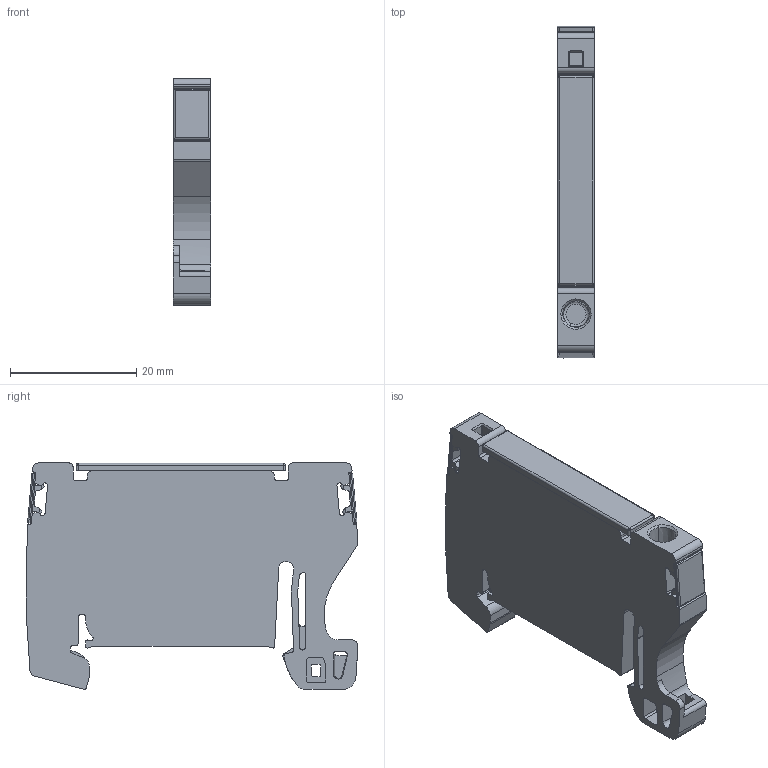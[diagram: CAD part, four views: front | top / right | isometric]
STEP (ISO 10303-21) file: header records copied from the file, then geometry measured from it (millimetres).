
FILE_DESCRIPTION(('CATIA V5 STEP Exchange','CAx-IF Rec.Pracs.--- Model Styling and Organization---1.4--- 2014-01-23'),'2;1');
FILE_NAME ('1350527-1_0', '2021-05-17T10:04:06+00:00', ('none'), ('Weidmueller'), 'CATIA Version 5-6 Release 2016 SP3 HF44', 'CATIA V5 STEP AP214', 'none');
FILE_SCHEMA(('AUTOMOTIVE_DESIGN { 1 0 10303 214 1 1 1 1 }'));
Length unit declared in the file: millimetre
Products named in the file (1): 2817770000
Bounding box: 6 x 52.65 x 35.95 mm (x, y, z)
Volume: 8724 mm3; surface area: 6004.6 mm2
Topology: 6 solids, 6 shells, 497 faces, 1404 edges, 916 vertices
Faces by surface type: plane 242, cylinder 222, cone 15, sphere 8, bspline 8, torus 2
Entity records: 17638 total; most frequent: CARTESIAN_POINT 5051, ORIENTED_EDGE 2792, DIRECTION 2152, EDGE_CURVE 1396, VERTEX_POINT 916, VECTOR 889, LINE 889, AXIS2_PLACEMENT_3D 830
